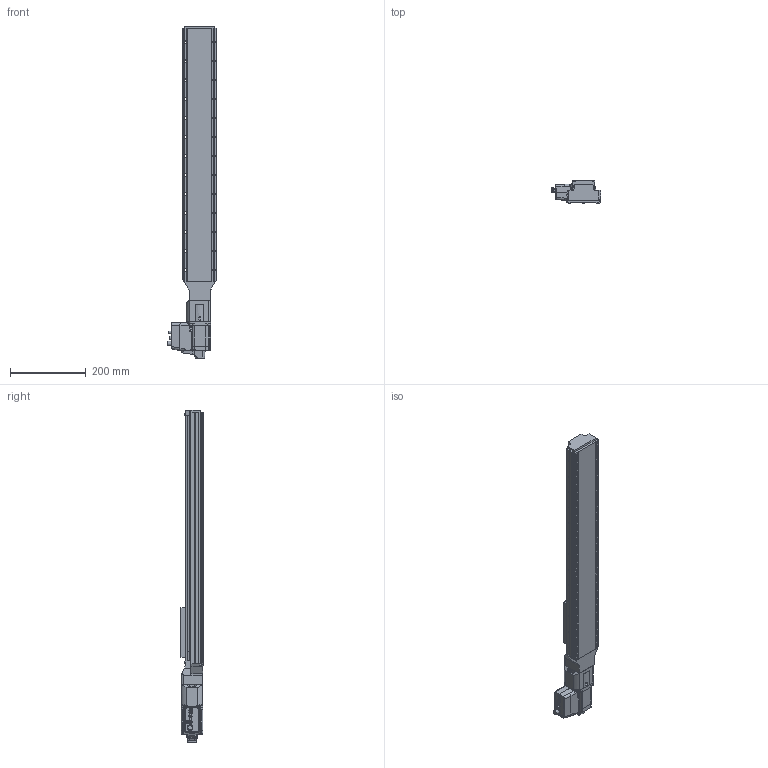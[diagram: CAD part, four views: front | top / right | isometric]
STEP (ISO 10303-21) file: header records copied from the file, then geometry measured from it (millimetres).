
FILE_DESCRIPTION (( 'STEP AP203' ), '1' );
FILE_NAME ('X-LRT0500xL-BE08C.step', '2023-05-25T20:50:02', ( '' ), ( '' ), 'SwSTEP 2.0', 'SolidWorks 2019', '' );
FILE_SCHEMA (( 'CONFIG_CONTROL_DESIGN' ));
Length unit declared in the file: millimetre
Products named in the file (4): LRT_base^LRT_LRT0500; LRT_carriage^LRT_LRT; LRT_motor^LRT_X-LRT-BE08; X-LRT0500xL-BE08C
Assembly tree (3 placements, depth 2):
  X-LRT0500xL-BE08C
    LRT_base^LRT_LRT0500
    LRT_motor^LRT_X-LRT-BE08
    LRT_carriage^LRT_LRT
Bounding box: 131 x 58 x 873.8 mm (x, y, z)
Volume: 3087837.4 mm3; surface area: 453803.5 mm2
Topology: 39 solids, 39 shells, 1050 faces, 2716 edges, 1794 vertices
Faces by surface type: plane 594, cylinder 404, cone 20, bspline 20, torus 8, sphere 4
Entity records: 34145 total; most frequent: CARTESIAN_POINT 7699, DIRECTION 5438, ORIENTED_EDGE 5400, EDGE_CURVE 2700, AXIS2_PLACEMENT_3D 1884, VERTEX_POINT 1786, LINE 1670, VECTOR 1670
